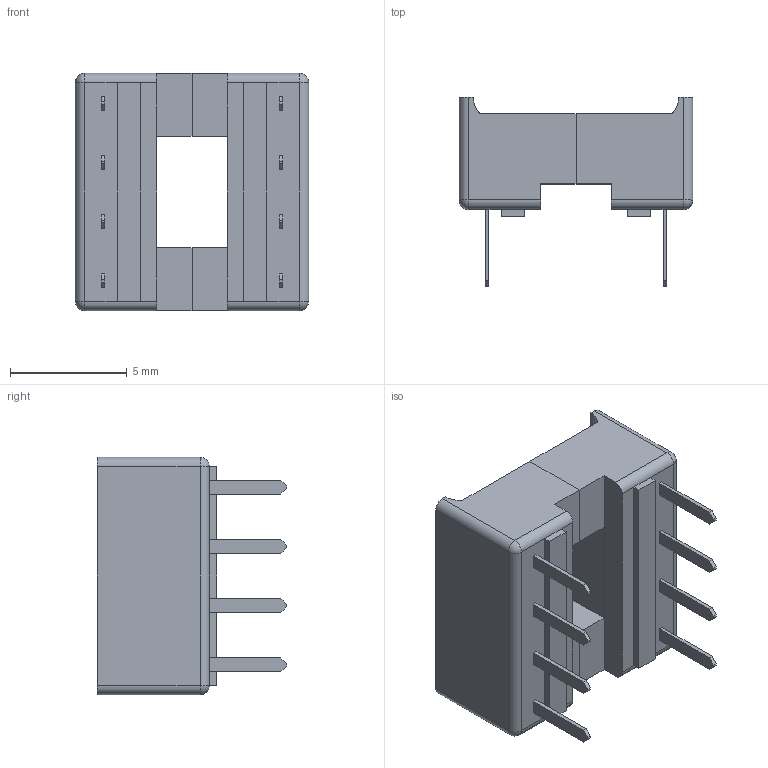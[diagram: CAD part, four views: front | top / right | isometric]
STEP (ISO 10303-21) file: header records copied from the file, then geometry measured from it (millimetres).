
FILE_DESCRIPTION(('FreeCAD Model'),'2;1');
FILE_NAME('Open CASCADE Shape Model','2025-01-10T15:53:18',(''),(''), 'Open CASCADE STEP processor 7.8','FreeCAD','Unknown');
FILE_SCHEMA(('AUTOMOTIVE_DESIGN { 1 0 10303 214 1 1 1 1 }'));
Length unit declared in the file: millimetre
Products named in the file (6): C_2199298_lower_counts; Array; Body001; Array001; Body001 (Mirror #1); Body
Assembly tree (11 placements, depth 3):
  C_2199298_lower_counts
    Array
      Body001  x4
    Array001
      Body001 (Mirror #1)  x4
    Body
Bounding box: 10 x 8.1 x 10.16 mm (x, y, z)
Volume: 315.7 mm3; surface area: 577.5 mm2
Topology: 9 solids, 9 shells, 168 faces, 420 edges, 264 vertices
Faces by surface type: plane 152, cylinder 12, sphere 4
Entity records: 3733 total; most frequent: CARTESIAN_POINT 632, ORIENTED_EDGE 616, DIRECTION 612, EDGE_CURVE 308, LINE 268, VECTOR 268, VERTEX_POINT 192, AXIS2_PLACEMENT_3D 172
